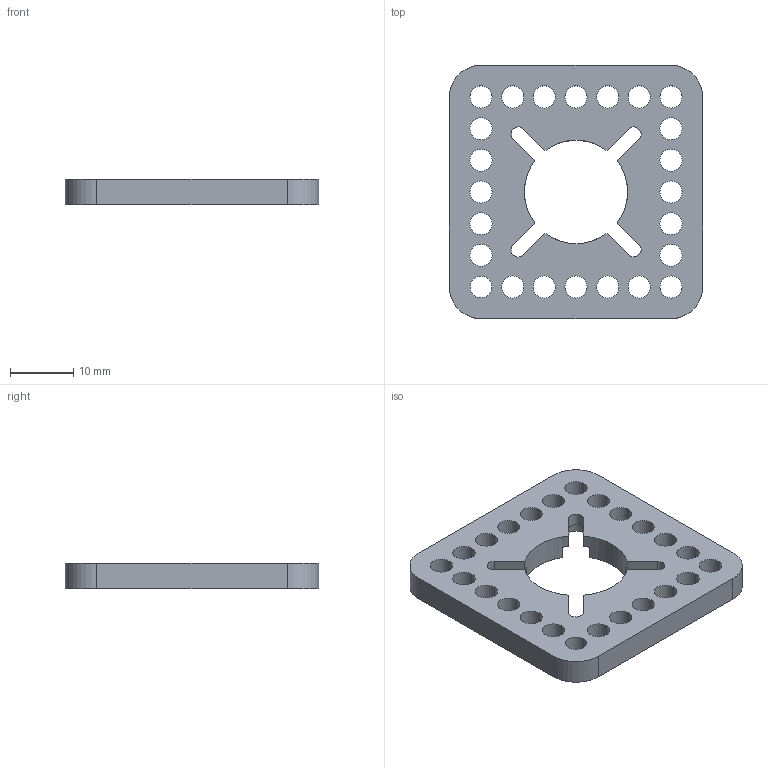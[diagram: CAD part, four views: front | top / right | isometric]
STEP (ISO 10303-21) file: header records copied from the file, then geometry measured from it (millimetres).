
FILE_DESCRIPTION (( 'STEP AP214' ), '1' );
FILE_NAME ('Nema 8 bracket.STEP', '2021-06-04T10:44:03', ( '' ), ( '' ), 'SwSTEP 2.0', 'SolidWorks 2016', '' );
FILE_SCHEMA (( 'AUTOMOTIVE_DESIGN' ));
Length unit declared in the file: millimetre
Products named in the file (2): Nema 8 bracket
Bounding box: 40 x 40 x 4 mm (x, y, z)
Volume: 4222.5 mm3; surface area: 4227.4 mm2
Topology: 1 solids, 1 shells, 95 faces, 279 edges, 186 vertices
Faces by surface type: cylinder 69, plane 26
Entity records: 3388 total; most frequent: DIRECTION 619, CARTESIAN_POINT 562, ORIENTED_EDGE 558, EDGE_CURVE 279, AXIS2_PLACEMENT_3D 243, VERTEX_POINT 186, CIRCLE 146, EDGE_LOOP 145
